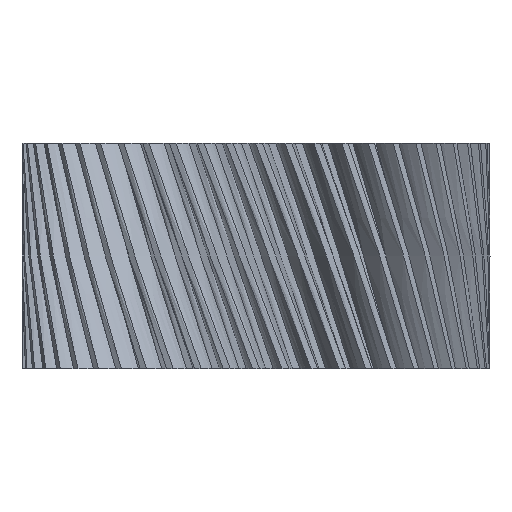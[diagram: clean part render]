
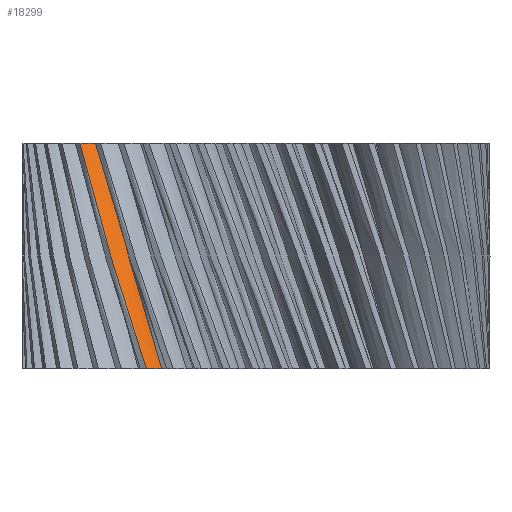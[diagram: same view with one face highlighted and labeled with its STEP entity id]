
A CAD part, left-side view. The second image highlights one B-rep face of the part: STEP entity #18299.
In plain terms, the highlighted free-form (B-spline) face has degree [3, 3] with [4, 4] control points.
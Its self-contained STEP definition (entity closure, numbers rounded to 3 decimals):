
#57 = PLANE('',#58);
#58 = AXIS2_PLACEMENT_3D('',#59,#60,#61);
#59 = CARTESIAN_POINT('',(0.,0.,0.));
#60 = DIRECTION('',(0.,0.,1.));
#61 = DIRECTION('',(1.,0.,0.));
#128 = PLANE('',#129);
#129 = AXIS2_PLACEMENT_3D('',#130,#131,#132);
#130 = CARTESIAN_POINT('',(0.,0.,5.));
#131 = DIRECTION('',(0.,-0.,-1.));
#132 = DIRECTION('',(-1.,0.,0.));
#3679 = VERTEX_POINT('',#3680);
#3680 = CARTESIAN_POINT('',(-4.594,2.437,0.));
#3696 = B_SPLINE_SURFACE_WITH_KNOTS('',3,3,(
    (#3697,#3698,#3699,#3700)
    ,(#3701,#3702,#3703,#3704)
    ,(#3705,#3706,#3707,#3708)
    ,(#3709,#3710,#3711,#3712
    )),.UNSPECIFIED.,.F.,.F.,.F.,(4,4),(4,4),(0.,1.),(0.,1.),
  .PIECEWISE_BEZIER_KNOTS.);
#3697 = CARTESIAN_POINT('',(-4.594,2.437,0.));
#3698 = CARTESIAN_POINT('',(-4.569,2.483,0.));
#3699 = CARTESIAN_POINT('',(-4.545,2.528,0.));
#3700 = CARTESIAN_POINT('',(-4.519,2.573,0.));
#3701 = CARTESIAN_POINT('',(-4.298,2.994,
    1.667));
#3702 = CARTESIAN_POINT('',(-4.268,3.037,
    1.667));
#3703 = CARTESIAN_POINT('',(-4.238,3.079,
    1.667));
#3704 = CARTESIAN_POINT('',(-4.207,3.121,
    1.667));
#3705 = CARTESIAN_POINT('',(-3.9,3.497,
    3.333));
#3706 = CARTESIAN_POINT('',(-3.865,3.536,
    3.333));
#3707 = CARTESIAN_POINT('',(-3.83,3.574,
    3.333));
#3708 = CARTESIAN_POINT('',(-3.794,3.612,
    3.333));
#3709 = CARTESIAN_POINT('',(-3.425,3.913,5.));
#3710 = CARTESIAN_POINT('',(-3.386,3.947,5.));
#3711 = CARTESIAN_POINT('',(-3.347,3.98,5.));
#3712 = CARTESIAN_POINT('',(-3.307,4.013,5.));
#3720 = EDGE_CURVE('',#3721,#3679,#3723,.T.);
#3721 = VERTEX_POINT('',#3722);
#3722 = CARTESIAN_POINT('',(-4.262,2.098,0.));
#3723 = SURFACE_CURVE('',#3724,(#3729,#3737),.PCURVE_S1.);
#3724 = B_SPLINE_CURVE_WITH_KNOTS('',3,(#3725,#3726,#3727,#3728),
  .UNSPECIFIED.,.F.,.F.,(4,4),(0.,1.),.PIECEWISE_BEZIER_KNOTS.);
#3725 = CARTESIAN_POINT('',(-4.262,2.098,0.));
#3726 = CARTESIAN_POINT('',(-4.391,2.19,0.));
#3727 = CARTESIAN_POINT('',(-4.498,2.31,0.));
#3728 = CARTESIAN_POINT('',(-4.594,2.437,0.));
#3729 = PCURVE('',#57,#3730);
#3730 = DEFINITIONAL_REPRESENTATION('',(#3731),#3736);
#3731 = B_SPLINE_CURVE_WITH_KNOTS('',3,(#3732,#3733,#3734,#3735),
  .UNSPECIFIED.,.F.,.F.,(4,4),(0.,1.),.PIECEWISE_BEZIER_KNOTS.);
#3732 = CARTESIAN_POINT('',(-4.262,2.098));
#3733 = CARTESIAN_POINT('',(-4.391,2.19));
#3734 = CARTESIAN_POINT('',(-4.498,2.31));
#3735 = CARTESIAN_POINT('',(-4.594,2.437));
#3736 = ( GEOMETRIC_REPRESENTATION_CONTEXT(2) 
PARAMETRIC_REPRESENTATION_CONTEXT() REPRESENTATION_CONTEXT('2D SPACE',''
  ) );
#3737 = PCURVE('',#3738,#3755);
#3738 = B_SPLINE_SURFACE_WITH_KNOTS('',3,3,(
    (#3739,#3740,#3741,#3742)
    ,(#3743,#3744,#3745,#3746)
    ,(#3747,#3748,#3749,#3750)
    ,(#3751,#3752,#3753,#3754
    )),.UNSPECIFIED.,.F.,.F.,.F.,(4,4),(4,4),(0.,1.),(0.,1.),
  .PIECEWISE_BEZIER_KNOTS.);
#3739 = CARTESIAN_POINT('',(-4.262,2.098,0.));
#3740 = CARTESIAN_POINT('',(-4.391,2.19,0.));
#3741 = CARTESIAN_POINT('',(-4.498,2.31,0.));
#3742 = CARTESIAN_POINT('',(-4.594,2.437,0.));
#3743 = CARTESIAN_POINT('',(-4.007,2.615,1.667
    ));
#3744 = CARTESIAN_POINT('',(-4.126,2.723,1.667
    ));
#3745 = CARTESIAN_POINT('',(-4.218,2.856,1.667)
  );
#3746 = CARTESIAN_POINT('',(-4.298,2.994,1.667)
  );
#3747 = CARTESIAN_POINT('',(-3.658,3.085,3.333
    ));
#3748 = CARTESIAN_POINT('',(-3.762,3.207,3.333
    ));
#3749 = CARTESIAN_POINT('',(-3.838,3.35,3.333)
  );
#3750 = CARTESIAN_POINT('',(-3.9,3.497,3.333
    ));
#3751 = CARTESIAN_POINT('',(-3.236,3.477,5.));
#3752 = CARTESIAN_POINT('',(-3.324,3.61,5.));
#3753 = CARTESIAN_POINT('',(-3.381,3.76,5.));
#3754 = CARTESIAN_POINT('',(-3.425,3.913,5.));
#3755 = DEFINITIONAL_REPRESENTATION('',(#3756),#3760);
#3756 = LINE('',#3757,#3758);
#3757 = CARTESIAN_POINT('',(0.,0.));
#3758 = VECTOR('',#3759,1.);
#3759 = DIRECTION('',(0.,1.));
#3760 = ( GEOMETRIC_REPRESENTATION_CONTEXT(2) 
PARAMETRIC_REPRESENTATION_CONTEXT() REPRESENTATION_CONTEXT('2D SPACE',''
  ) );
#3780 = B_SPLINE_SURFACE_WITH_KNOTS('',3,3,(
    (#3781,#3782,#3783,#3784)
    ,(#3785,#3786,#3787,#3788)
    ,(#3789,#3790,#3791,#3792)
    ,(#3793,#3794,#3795,#3796
    )),.UNSPECIFIED.,.F.,.F.,.F.,(4,4),(4,4),(0.,1.),(0.,1.),
  .PIECEWISE_BEZIER_KNOTS.);
#3781 = CARTESIAN_POINT('',(-4.262,2.098,0.));
#3782 = CARTESIAN_POINT('',(-4.286,2.048,0.));
#3783 = CARTESIAN_POINT('',(-4.31,1.997,0.));
#3784 = CARTESIAN_POINT('',(-4.333,1.947,0.));
#3785 = CARTESIAN_POINT('',(-4.007,2.615,
    1.667));
#3786 = CARTESIAN_POINT('',(-4.038,2.568,
    1.667));
#3787 = CARTESIAN_POINT('',(-4.068,2.52,
    1.667));
#3788 = CARTESIAN_POINT('',(-4.097,2.472,
    1.667));
#3789 = CARTESIAN_POINT('',(-3.658,3.085,
    3.333));
#3790 = CARTESIAN_POINT('',(-3.694,3.042,
    3.333));
#3791 = CARTESIAN_POINT('',(-3.729,2.999,
    3.333));
#3792 = CARTESIAN_POINT('',(-3.764,2.954,3.333
    ));
#3793 = CARTESIAN_POINT('',(-3.236,3.477,5.));
#3794 = CARTESIAN_POINT('',(-3.277,3.439,5.));
#3795 = CARTESIAN_POINT('',(-3.317,3.401,5.));
#3796 = CARTESIAN_POINT('',(-3.356,3.361,5.));
#11745 = VERTEX_POINT('',#11746);
#11746 = CARTESIAN_POINT('',(-3.236,3.477,5.));
#11769 = EDGE_CURVE('',#11745,#11770,#11772,.T.);
#11770 = VERTEX_POINT('',#11771);
#11771 = CARTESIAN_POINT('',(-3.425,3.913,5.));
#11772 = SURFACE_CURVE('',#11773,(#11778,#11786),.PCURVE_S1.);
#11773 = B_SPLINE_CURVE_WITH_KNOTS('',3,(#11774,#11775,#11776,#11777),
  .UNSPECIFIED.,.F.,.F.,(4,4),(0.,1.),.PIECEWISE_BEZIER_KNOTS.);
#11774 = CARTESIAN_POINT('',(-3.236,3.477,5.));
#11775 = CARTESIAN_POINT('',(-3.324,3.61,5.));
#11776 = CARTESIAN_POINT('',(-3.381,3.76,5.));
#11777 = CARTESIAN_POINT('',(-3.425,3.913,5.));
#11778 = PCURVE('',#128,#11779);
#11779 = DEFINITIONAL_REPRESENTATION('',(#11780),#11785);
#11780 = B_SPLINE_CURVE_WITH_KNOTS('',3,(#11781,#11782,#11783,#11784),
  .UNSPECIFIED.,.F.,.F.,(4,4),(0.,1.),.PIECEWISE_BEZIER_KNOTS.);
#11781 = CARTESIAN_POINT('',(3.236,3.477));
#11782 = CARTESIAN_POINT('',(3.324,3.61));
#11783 = CARTESIAN_POINT('',(3.381,3.76));
#11784 = CARTESIAN_POINT('',(3.425,3.913));
#11785 = ( GEOMETRIC_REPRESENTATION_CONTEXT(2) 
PARAMETRIC_REPRESENTATION_CONTEXT() REPRESENTATION_CONTEXT('2D SPACE',''
  ) );
#11786 = PCURVE('',#3738,#11787);
#11787 = DEFINITIONAL_REPRESENTATION('',(#11788),#11792);
#11788 = LINE('',#11789,#11790);
#11789 = CARTESIAN_POINT('',(1.,0.));
#11790 = VECTOR('',#11791,1.);
#11791 = DIRECTION('',(0.,1.));
#11792 = ( GEOMETRIC_REPRESENTATION_CONTEXT(2) 
PARAMETRIC_REPRESENTATION_CONTEXT() REPRESENTATION_CONTEXT('2D SPACE',''
  ) );
#18248 = EDGE_CURVE('',#3679,#11770,#18249,.T.);
#18249 = SURFACE_CURVE('',#18250,(#18255,#18262),.PCURVE_S1.);
#18250 = B_SPLINE_CURVE_WITH_KNOTS('',3,(#18251,#18252,#18253,#18254),
  .UNSPECIFIED.,.F.,.F.,(4,4),(0.,1.),.PIECEWISE_BEZIER_KNOTS.);
#18251 = CARTESIAN_POINT('',(-4.594,2.437,0.));
#18252 = CARTESIAN_POINT('',(-4.298,2.994,1.667
    ));
#18253 = CARTESIAN_POINT('',(-3.9,3.497,
    3.333));
#18254 = CARTESIAN_POINT('',(-3.425,3.913,5.));
#18255 = PCURVE('',#3696,#18256);
#18256 = DEFINITIONAL_REPRESENTATION('',(#18257),#18261);
#18257 = LINE('',#18258,#18259);
#18258 = CARTESIAN_POINT('',(0.,0.));
#18259 = VECTOR('',#18260,1.);
#18260 = DIRECTION('',(1.,0.));
#18261 = ( GEOMETRIC_REPRESENTATION_CONTEXT(2) 
PARAMETRIC_REPRESENTATION_CONTEXT() REPRESENTATION_CONTEXT('2D SPACE',''
  ) );
#18262 = PCURVE('',#3738,#18263);
#18263 = DEFINITIONAL_REPRESENTATION('',(#18264),#18268);
#18264 = LINE('',#18265,#18266);
#18265 = CARTESIAN_POINT('',(0.,1.));
#18266 = VECTOR('',#18267,1.);
#18267 = DIRECTION('',(1.,0.));
#18268 = ( GEOMETRIC_REPRESENTATION_CONTEXT(2) 
PARAMETRIC_REPRESENTATION_CONTEXT() REPRESENTATION_CONTEXT('2D SPACE',''
  ) );
#18299 = ADVANCED_FACE('',(#18300),#3738,.T.);
#18300 = FACE_BOUND('',#18301,.T.);
#18301 = EDGE_LOOP('',(#18302,#18303,#18325,#18326));
#18302 = ORIENTED_EDGE('',*,*,#3720,.F.);
#18303 = ORIENTED_EDGE('',*,*,#18304,.T.);
#18304 = EDGE_CURVE('',#3721,#11745,#18305,.T.);
#18305 = SURFACE_CURVE('',#18306,(#18311,#18318),.PCURVE_S1.);
#18306 = B_SPLINE_CURVE_WITH_KNOTS('',3,(#18307,#18308,#18309,#18310),
  .UNSPECIFIED.,.F.,.F.,(4,4),(0.,1.),.PIECEWISE_BEZIER_KNOTS.);
#18307 = CARTESIAN_POINT('',(-4.262,2.098,0.));
#18308 = CARTESIAN_POINT('',(-4.007,2.615,
    1.667));
#18309 = CARTESIAN_POINT('',(-3.658,3.085,
    3.333));
#18310 = CARTESIAN_POINT('',(-3.236,3.477,5.));
#18311 = PCURVE('',#3738,#18312);
#18312 = DEFINITIONAL_REPRESENTATION('',(#18313),#18317);
#18313 = LINE('',#18314,#18315);
#18314 = CARTESIAN_POINT('',(0.,0.));
#18315 = VECTOR('',#18316,1.);
#18316 = DIRECTION('',(1.,0.));
#18317 = ( GEOMETRIC_REPRESENTATION_CONTEXT(2) 
PARAMETRIC_REPRESENTATION_CONTEXT() REPRESENTATION_CONTEXT('2D SPACE',''
  ) );
#18318 = PCURVE('',#3780,#18319);
#18319 = DEFINITIONAL_REPRESENTATION('',(#18320),#18324);
#18320 = LINE('',#18321,#18322);
#18321 = CARTESIAN_POINT('',(0.,0.));
#18322 = VECTOR('',#18323,1.);
#18323 = DIRECTION('',(1.,0.));
#18324 = ( GEOMETRIC_REPRESENTATION_CONTEXT(2) 
PARAMETRIC_REPRESENTATION_CONTEXT() REPRESENTATION_CONTEXT('2D SPACE',''
  ) );
#18325 = ORIENTED_EDGE('',*,*,#11769,.T.);
#18326 = ORIENTED_EDGE('',*,*,#18248,.F.);
